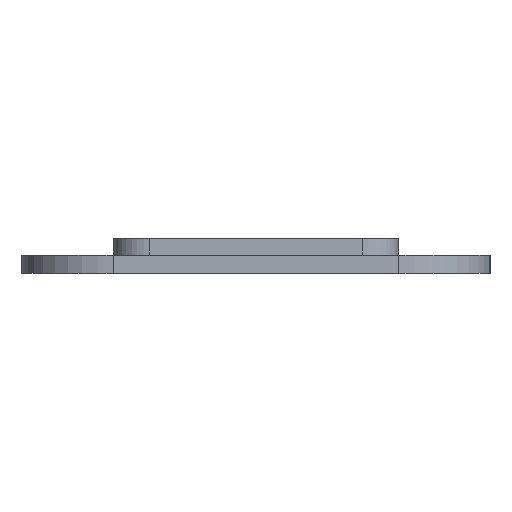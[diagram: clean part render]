
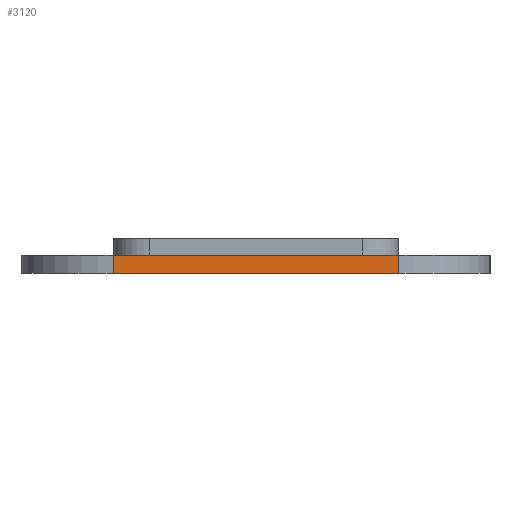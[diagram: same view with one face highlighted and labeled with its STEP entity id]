
A CAD part, left-side view. The second image highlights one B-rep face of the part: STEP entity #3120.
In plain terms, the highlighted planar face has unit normal (-1, 0, 0).
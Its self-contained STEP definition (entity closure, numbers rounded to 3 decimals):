
#85=FACE_OUTER_BOUND('',#255,.T.);
#255=EDGE_LOOP('',(#2080,#2081,#2082,#2083));
#453=LINE('',#4381,#879);
#454=LINE('',#4384,#880);
#455=LINE('',#4386,#881);
#456=LINE('',#4387,#882);
#879=VECTOR('',#3548,10.);
#880=VECTOR('',#3551,10.);
#881=VECTOR('',#3552,10.);
#882=VECTOR('',#3553,10.);
#1303=VERTEX_POINT('',#4377);
#1304=VERTEX_POINT('',#4379);
#1305=VERTEX_POINT('',#4383);
#1306=VERTEX_POINT('',#4385);
#1615=EDGE_CURVE('',#1303,#1304,#453,.T.);
#1616=EDGE_CURVE('',#1303,#1305,#454,.T.);
#1617=EDGE_CURVE('',#1306,#1304,#455,.T.);
#1618=EDGE_CURVE('',#1305,#1306,#456,.T.);
#2080=ORIENTED_EDGE('',*,*,#1616,.F.);
#2081=ORIENTED_EDGE('',*,*,#1615,.T.);
#2082=ORIENTED_EDGE('',*,*,#1617,.F.);
#2083=ORIENTED_EDGE('',*,*,#1618,.F.);
#2962=PLANE('',#3310);
#3120=ADVANCED_FACE('',(#85),#2962,.T.);
#3310=AXIS2_PLACEMENT_3D('',#4382,#3549,#3550);
#3548=DIRECTION('',(0.,0.,1.));
#3549=DIRECTION('center_axis',(-1.,0.,0.));
#3550=DIRECTION('ref_axis',(0.,-1.,0.));
#3551=DIRECTION('',(0.,1.,0.));
#3552=DIRECTION('',(0.,-1.,0.));
#3553=DIRECTION('',(0.,0.,1.));
#4377=CARTESIAN_POINT('',(-145.985,-73.378,0.));
#4379=CARTESIAN_POINT('',(-145.985,-73.378,1.));
#4381=CARTESIAN_POINT('',(-145.985,-73.378,0.));
#4382=CARTESIAN_POINT('Origin',(-145.985,-57.769,0.));
#4383=CARTESIAN_POINT('',(-145.985,-57.769,0.));
#4384=CARTESIAN_POINT('',(-145.985,-73.378,0.));
#4385=CARTESIAN_POINT('',(-145.985,-57.769,1.));
#4386=CARTESIAN_POINT('',(-145.985,-73.378,1.));
#4387=CARTESIAN_POINT('',(-145.985,-57.769,0.));
